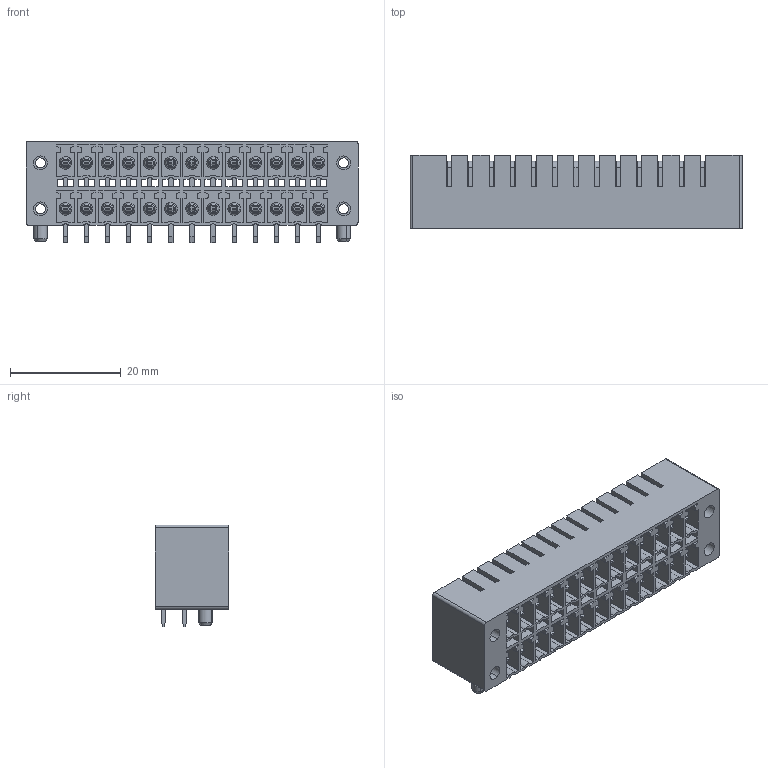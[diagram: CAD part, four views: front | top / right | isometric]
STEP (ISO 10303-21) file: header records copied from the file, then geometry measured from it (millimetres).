
FILE_DESCRIPTION(('CATIA V5 STEP Exchange','CAx-IF Rec.Pracs.--- Model Styling and Organization---1.2---2011-12-15'),'2;1');
FILE_NAME ('D1447542_0', '2018-10-01T04:32:04+00:00', ('none'), ('Weidmueller'), 'CATIA Version 5-6 Release 2014', 'CATIA V5 STEP AP214', 'none');
FILE_SCHEMA(('AUTOMOTIVE_DESIGN { 1 0 10303 214 1 1 1 1 }'));
Length unit declared in the file: millimetre
Products named in the file (1): 1041070000
Bounding box: 59.92 x 13.3 x 18.4 mm (x, y, z)
Volume: 5499.1 mm3; surface area: 12557.6 mm2
Topology: 29 solids, 29 shells, 1805 faces, 5026 edges, 3322 vertices
Faces by surface type: plane 1426, cylinder 219, torus 104, cone 56
Entity records: 50860 total; most frequent: ORIENTED_EDGE 10052, CARTESIAN_POINT 9179, DIRECTION 6231, EDGE_CURVE 5026, VECTOR 4272, LINE 4272, VERTEX_POINT 3322, EDGE_LOOP 1934
